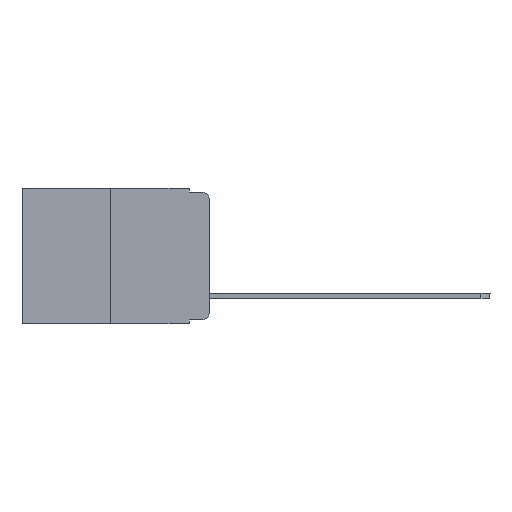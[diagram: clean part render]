
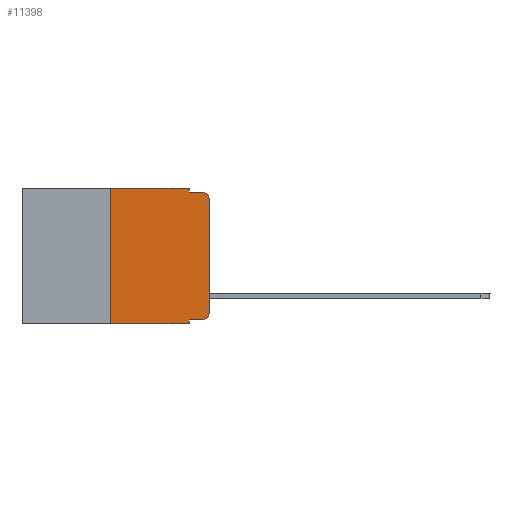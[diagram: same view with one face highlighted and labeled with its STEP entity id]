
A CAD part, left-side view. The second image highlights one B-rep face of the part: STEP entity #11398.
In plain terms, the highlighted planar face has unit normal (-1, 0, 0).
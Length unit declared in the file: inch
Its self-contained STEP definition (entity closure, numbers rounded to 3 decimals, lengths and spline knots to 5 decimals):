
#304 = LINE ( 'NONE', #16685, #9534 ) ;
#586 = CARTESIAN_POINT ( 'NONE',  ( 0., 0.25, -0.343 ) ) ;
#916 = DIRECTION ( 'NONE',  ( 0., 0., -1. ) ) ;
#1067 = CARTESIAN_POINT ( 'NONE',  ( 0., 0.02, -0.313 ) ) ;
#1759 = EDGE_CURVE ( 'NONE', #11710, #21238, #6643, .T. ) ;
#1830 = EDGE_CURVE ( 'NONE', #6048, #11710, #7419, .T. ) ;
#1857 = CARTESIAN_POINT ( 'NONE',  ( 0., 0.25, 0. ) ) ;
#2004 = ORIENTED_EDGE ( 'NONE', *, *, #18472, .T. ) ;
#2241 = EDGE_CURVE ( 'NONE', #6048, #7586, #304, .T. ) ;
#2711 = CARTESIAN_POINT ( 'NONE',  ( 0., 0., -0.313 ) ) ;
#2940 = DIRECTION ( 'NONE',  ( 0., 0., 1. ) ) ;
#3439 = LINE ( 'NONE', #17355, #8683 ) ;
#3638 = EDGE_CURVE ( 'NONE', #17598, #9749, #17311, .T. ) ;
#3753 = VECTOR ( 'NONE', #17937, 39.37008 ) ;
#4109 = VECTOR ( 'NONE', #4352, 39.37008 ) ;
#4274 = DIRECTION ( 'NONE',  ( 0., 0., -1. ) ) ;
#4352 = DIRECTION ( 'NONE',  ( 0., 0., 1. ) ) ;
#4526 = CARTESIAN_POINT ( 'NONE',  ( 0., 0.051, -0.333 ) ) ;
#4761 = ORIENTED_EDGE ( 'NONE', *, *, #1759, .T. ) ;
#4833 = CARTESIAN_POINT ( 'NONE',  ( 0., 0.051, -0.333 ) ) ;
#4834 = ORIENTED_EDGE ( 'NONE', *, *, #16845, .F. ) ;
#5048 = DIRECTION ( 'NONE',  ( 1., 0., 0. ) ) ;
#5746 = CARTESIAN_POINT ( 'NONE',  ( 0., 0.02, -0.333 ) ) ;
#6048 = VERTEX_POINT ( 'NONE', #4833 ) ;
#6100 = ORIENTED_EDGE ( 'NONE', *, *, #21162, .F. ) ;
#6421 = VECTOR ( 'NONE', #4274, 39.37008 ) ;
#6439 = LINE ( 'NONE', #12629, #6421 ) ;
#6643 = CIRCLE ( 'NONE', #6889, 0.02 ) ;
#6889 = AXIS2_PLACEMENT_3D ( 'NONE', #1067, #17718, #916 ) ;
#7419 = LINE ( 'NONE', #4526, #3753 ) ;
#7586 = VERTEX_POINT ( 'NONE', #8858 ) ;
#8285 = CARTESIAN_POINT ( 'NONE',  ( 0., 0.473, 0. ) ) ;
#8405 = DIRECTION ( 'NONE',  ( 0., 0., -1. ) ) ;
#8683 = VECTOR ( 'NONE', #20640, 39.37008 ) ;
#8858 = CARTESIAN_POINT ( 'NONE',  ( 0., 0.051, -0.343 ) ) ;
#9102 = ORIENTED_EDGE ( 'NONE', *, *, #15770, .T. ) ;
#9450 = CARTESIAN_POINT ( 'NONE',  ( 0., 0.473, -0.343 ) ) ;
#9534 = VECTOR ( 'NONE', #19953, 39.37008 ) ;
#9703 = EDGE_CURVE ( 'NONE', #15751, #20634, #3439, .T. ) ;
#9749 = VERTEX_POINT ( 'NONE', #20932 ) ;
#9823 = LINE ( 'NONE', #16136, #12412 ) ;
#10416 = LINE ( 'NONE', #14388, #4109 ) ;
#10480 = AXIS2_PLACEMENT_3D ( 'NONE', #20255, #16960, #8405 ) ;
#10544 = CARTESIAN_POINT ( 'NONE',  ( 0., 0.051, -0.01 ) ) ;
#10574 = EDGE_CURVE ( 'NONE', #16127, #7586, #17661, .T. ) ;
#10993 = ORIENTED_EDGE ( 'NONE', *, *, #9703, .F. ) ;
#10995 = AXIS2_PLACEMENT_3D ( 'NONE', #8285, #5048, #18171 ) ;
#11398 = ADVANCED_FACE ( 'NONE', ( #19336 ), #20056, .F. ) ;
#11466 = CARTESIAN_POINT ( 'NONE',  ( 0., 0.051, 0. ) ) ;
#11710 = VERTEX_POINT ( 'NONE', #5746 ) ;
#12373 = ORIENTED_EDGE ( 'NONE', *, *, #10574, .T. ) ;
#12412 = VECTOR ( 'NONE', #2940, 39.37008 ) ;
#12629 = CARTESIAN_POINT ( 'NONE',  ( 0., 0.051, 0. ) ) ;
#12801 = CARTESIAN_POINT ( 'NONE',  ( 0., 0., -0.03 ) ) ;
#13822 = EDGE_LOOP ( 'NONE', ( #2004, #9102, #20567, #4834, #10993, #6100, #12373, #20495, #15357, #4761 ) ) ;
#14388 = CARTESIAN_POINT ( 'NONE',  ( 0., 0., 0. ) ) ;
#15357 = ORIENTED_EDGE ( 'NONE', *, *, #1830, .T. ) ;
#15580 = VERTEX_POINT ( 'NONE', #12801 ) ;
#15751 = VERTEX_POINT ( 'NONE', #1857 ) ;
#15770 = EDGE_CURVE ( 'NONE', #15580, #9749, #19131, .T. ) ;
#16127 = VERTEX_POINT ( 'NONE', #586 ) ;
#16136 = CARTESIAN_POINT ( 'NONE',  ( 0., 0.25, 0. ) ) ;
#16178 = DIRECTION ( 'NONE',  ( 0., -1., 0. ) ) ;
#16685 = CARTESIAN_POINT ( 'NONE',  ( 0., 0.051, 0. ) ) ;
#16845 = EDGE_CURVE ( 'NONE', #20634, #17598, #6439, .T. ) ;
#16960 = DIRECTION ( 'NONE',  ( -1., 0., 0. ) ) ;
#17311 = LINE ( 'NONE', #21148, #17564 ) ;
#17355 = CARTESIAN_POINT ( 'NONE',  ( 0., 0.473, 0. ) ) ;
#17564 = VECTOR ( 'NONE', #16178, 39.37008 ) ;
#17598 = VERTEX_POINT ( 'NONE', #10544 ) ;
#17661 = LINE ( 'NONE', #9450, #19227 ) ;
#17718 = DIRECTION ( 'NONE',  ( -1., 0., 0. ) ) ;
#17937 = DIRECTION ( 'NONE',  ( 0., -1., 0. ) ) ;
#18171 = DIRECTION ( 'NONE',  ( 0., 0., -1. ) ) ;
#18472 = EDGE_CURVE ( 'NONE', #21238, #15580, #10416, .T. ) ;
#19131 = CIRCLE ( 'NONE', #10480, 0.02 ) ;
#19227 = VECTOR ( 'NONE', #21157, 39.37008 ) ;
#19336 = FACE_OUTER_BOUND ( 'NONE', #13822, .T. ) ;
#19953 = DIRECTION ( 'NONE',  ( 0., 0., -1. ) ) ;
#20056 = PLANE ( 'NONE',  #10995 ) ;
#20255 = CARTESIAN_POINT ( 'NONE',  ( 0., 0.02, -0.03 ) ) ;
#20495 = ORIENTED_EDGE ( 'NONE', *, *, #2241, .F. ) ;
#20567 = ORIENTED_EDGE ( 'NONE', *, *, #3638, .F. ) ;
#20634 = VERTEX_POINT ( 'NONE', #11466 ) ;
#20640 = DIRECTION ( 'NONE',  ( 0., -1., 0. ) ) ;
#20932 = CARTESIAN_POINT ( 'NONE',  ( 0., 0.02, -0.01 ) ) ;
#21148 = CARTESIAN_POINT ( 'NONE',  ( 0., 0.051, -0.01 ) ) ;
#21157 = DIRECTION ( 'NONE',  ( 0., -1., 0. ) ) ;
#21162 = EDGE_CURVE ( 'NONE', #16127, #15751, #9823, .T. ) ;
#21238 = VERTEX_POINT ( 'NONE', #2711 ) ;
